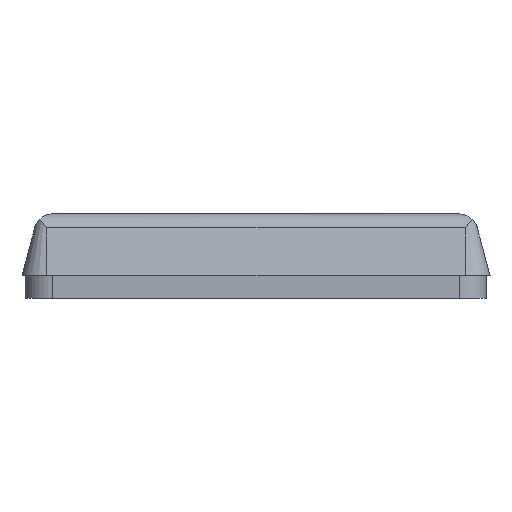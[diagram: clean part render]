
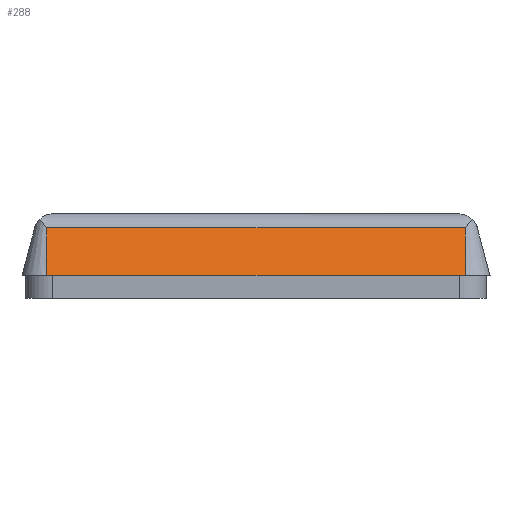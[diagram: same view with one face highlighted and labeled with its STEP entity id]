
A CAD part, left-side view. The second image highlights one B-rep face of the part: STEP entity #288.
In plain terms, the highlighted planar face has unit normal (-0.966, 0, 0.259).
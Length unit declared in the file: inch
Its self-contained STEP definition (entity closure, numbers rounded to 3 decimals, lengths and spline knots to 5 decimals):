
#288 = ADVANCED_FACE ( 'NONE', ( #4436 ), #1057, .T. ) ;
#740 = DIRECTION ( 'NONE',  ( -0.259, 0., -0.966 ) ) ;
#884 = EDGE_CURVE ( 'NONE', #1887, #1867, #1314, .T. ) ;
#939 = DIRECTION ( 'NONE',  ( 0., -1., 0. ) ) ;
#1017 = VERTEX_POINT ( 'NONE', #2567 ) ;
#1057 = PLANE ( 'NONE',  #2770 ) ;
#1084 = DIRECTION ( 'NONE',  ( 0.259, 0., 0.966 ) ) ;
#1136 = CARTESIAN_POINT ( 'NONE',  ( -2.93307, 1.07449, 0. ) ) ;
#1285 = ORIENTED_EDGE ( 'NONE', *, *, #3900, .T. ) ;
#1289 = LINE ( 'NONE', #3575, #4557 ) ;
#1314 = LINE ( 'NONE', #3152, #2436 ) ;
#1422 = CARTESIAN_POINT ( 'NONE',  ( -2.86815, -1.07449, 0.24229 ) ) ;
#1429 = VECTOR ( 'NONE', #1084, 39.37008 ) ;
#1758 = CARTESIAN_POINT ( 'NONE',  ( -2.93307, 1.07449, 0. ) ) ;
#1867 = VERTEX_POINT ( 'NONE', #1422 ) ;
#1887 = VERTEX_POINT ( 'NONE', #4511 ) ;
#2142 = VECTOR ( 'NONE', #740, 39.37008 ) ;
#2163 = DIRECTION ( 'NONE',  ( 0.259, 0., 0.966 ) ) ;
#2334 = ORIENTED_EDGE ( 'NONE', *, *, #4232, .F. ) ;
#2436 = VECTOR ( 'NONE', #939, 39.37008 ) ;
#2567 = CARTESIAN_POINT ( 'NONE',  ( -2.93307, -1.07449, 0. ) ) ;
#2646 = LINE ( 'NONE', #4177, #2142 ) ;
#2770 = AXIS2_PLACEMENT_3D ( 'NONE', #1758, #4113, #2163 ) ;
#2969 = EDGE_CURVE ( 'NONE', #4670, #1887, #2987, .T. ) ;
#2987 = LINE ( 'NONE', #4522, #1429 ) ;
#3152 = CARTESIAN_POINT ( 'NONE',  ( -2.86815, 8.74016, 0.24229 ) ) ;
#3575 = CARTESIAN_POINT ( 'NONE',  ( -2.93307, 1.07449, 0. ) ) ;
#3900 = EDGE_CURVE ( 'NONE', #4670, #1017, #1289, .T. ) ;
#3926 = DIRECTION ( 'NONE',  ( 0., -1., 0. ) ) ;
#4010 = EDGE_LOOP ( 'NONE', ( #4342, #1285, #2334, #4844 ) ) ;
#4113 = DIRECTION ( 'NONE',  ( -0.966, 0., 0.259 ) ) ;
#4177 = CARTESIAN_POINT ( 'NONE',  ( -5266.97429, -1.07449, -19645.66929 ) ) ;
#4232 = EDGE_CURVE ( 'NONE', #1867, #1017, #2646, .T. ) ;
#4342 = ORIENTED_EDGE ( 'NONE', *, *, #2969, .F. ) ;
#4436 = FACE_OUTER_BOUND ( 'NONE', #4010, .T. ) ;
#4511 = CARTESIAN_POINT ( 'NONE',  ( -2.86815, 1.07449, 0.24229 ) ) ;
#4522 = CARTESIAN_POINT ( 'NONE',  ( -5266.97429, 1.07449, -19645.66929 ) ) ;
#4557 = VECTOR ( 'NONE', #3926, 39.37008 ) ;
#4670 = VERTEX_POINT ( 'NONE', #1136 ) ;
#4844 = ORIENTED_EDGE ( 'NONE', *, *, #884, .F. ) ;
